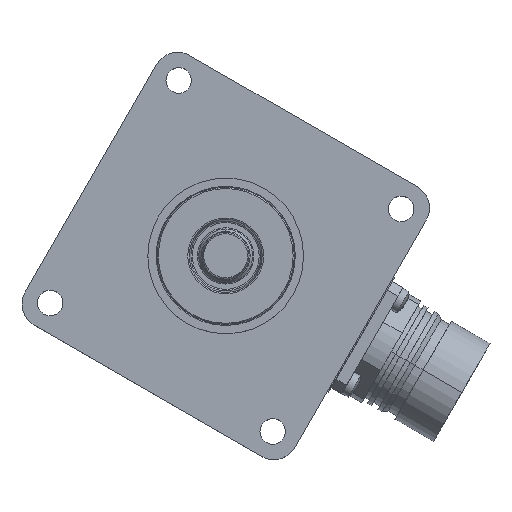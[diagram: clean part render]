
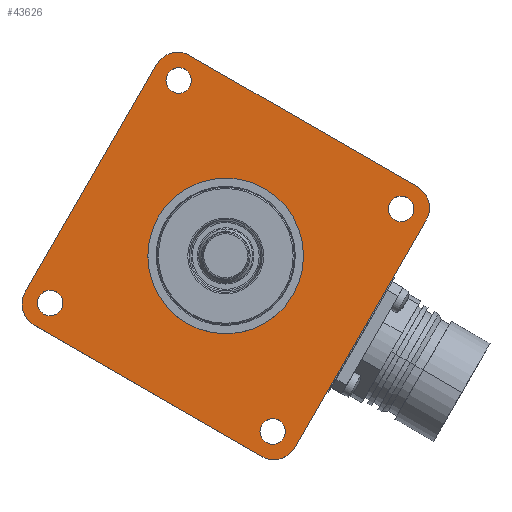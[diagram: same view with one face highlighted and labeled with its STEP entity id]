
A CAD part, top view. The second image highlights one B-rep face of the part: STEP entity #43626.
In plain terms, the highlighted planar face has unit normal (0, 0, 1).
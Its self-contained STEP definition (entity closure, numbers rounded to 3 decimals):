
#16369=DIRECTION('',(0.5,0.866,0.));
#16370=VECTOR('',#16369,53.5);
#16371=CARTESIAN_POINT('',(-40.871,-7.291,22.5));
#16372=LINE('',#16371,#16370);
#16373=CARTESIAN_POINT('',(-9.791,36.541,22.5));
#16374=DIRECTION('',(0.,0.,1.));
#16375=DIRECTION('',(0.5,0.866,0.));
#16376=AXIS2_PLACEMENT_3D('',#16373,#16374,#16375);
#16378=DIRECTION('',(0.866,-0.5,0.));
#16379=VECTOR('',#16378,53.5);
#16380=CARTESIAN_POINT('',(-7.291,40.871,22.5));
#16381=LINE('',#16380,#16379);
#16382=CARTESIAN_POINT('',(36.541,9.791,22.5));
#16383=DIRECTION('',(0.,0.,1.));
#16384=DIRECTION('',(0.866,-0.5,0.));
#16385=AXIS2_PLACEMENT_3D('',#16382,#16383,#16384);
#16387=DIRECTION('',(-0.5,-0.866,0.));
#16388=VECTOR('',#16387,53.5);
#16389=CARTESIAN_POINT('',(40.871,7.291,22.5));
#16390=LINE('',#16389,#16388);
#16391=CARTESIAN_POINT('',(9.791,-36.541,22.5));
#16392=DIRECTION('',(0.,0.,1.));
#16393=DIRECTION('',(-0.5,-0.866,0.));
#16394=AXIS2_PLACEMENT_3D('',#16391,#16392,#16393);
#16396=DIRECTION('',(-0.866,0.5,0.));
#16397=VECTOR('',#16396,53.5);
#16398=CARTESIAN_POINT('',(7.291,-40.871,22.5));
#16399=LINE('',#16398,#16397);
#16400=CARTESIAN_POINT('',(-36.541,-9.791,22.5));
#16401=DIRECTION('',(0.,0.,1.));
#16402=DIRECTION('',(-0.866,0.5,0.));
#16403=AXIS2_PLACEMENT_3D('',#16400,#16401,#16402);
#16405=CARTESIAN_POINT('',(9.59,-35.79,22.5));
#16406=DIRECTION('',(0.,0.,-1.));
#16407=DIRECTION('',(0.,-1.,0.));
#16408=AXIS2_PLACEMENT_3D('',#16405,#16406,#16407);
#16410=CARTESIAN_POINT('',(9.59,-35.79,22.5));
#16411=DIRECTION('',(0.,0.,-1.));
#16412=DIRECTION('',(0.,1.,0.));
#16413=AXIS2_PLACEMENT_3D('',#16410,#16411,#16412);
#16415=CARTESIAN_POINT('',(-35.79,-9.59,22.5));
#16416=DIRECTION('',(0.,0.,-1.));
#16417=DIRECTION('',(0.,-1.,0.));
#16418=AXIS2_PLACEMENT_3D('',#16415,#16416,#16417);
#16420=CARTESIAN_POINT('',(-35.79,-9.59,22.5));
#16421=DIRECTION('',(0.,0.,-1.));
#16422=DIRECTION('',(0.,1.,0.));
#16423=AXIS2_PLACEMENT_3D('',#16420,#16421,#16422);
#16425=CARTESIAN_POINT('',(35.79,9.59,22.5));
#16426=DIRECTION('',(0.,0.,-1.));
#16427=DIRECTION('',(0.,-1.,0.));
#16428=AXIS2_PLACEMENT_3D('',#16425,#16426,#16427);
#16430=CARTESIAN_POINT('',(35.79,9.59,22.5));
#16431=DIRECTION('',(0.,0.,-1.));
#16432=DIRECTION('',(0.,1.,0.));
#16433=AXIS2_PLACEMENT_3D('',#16430,#16431,#16432);
#16435=CARTESIAN_POINT('',(-9.59,35.79,22.5));
#16436=DIRECTION('',(0.,0.,-1.));
#16437=DIRECTION('',(0.,-1.,0.));
#16438=AXIS2_PLACEMENT_3D('',#16435,#16436,#16437);
#16440=CARTESIAN_POINT('',(-9.59,35.79,22.5));
#16441=DIRECTION('',(0.,0.,-1.));
#16442=DIRECTION('',(0.,1.,0.));
#16443=AXIS2_PLACEMENT_3D('',#16440,#16441,#16442);
#16497=CARTESIAN_POINT('',(0.,0.,22.5));
#16498=DIRECTION('',(0.,0.,1.));
#16499=DIRECTION('',(0.,1.,0.));
#16500=AXIS2_PLACEMENT_3D('',#16497,#16498,#16499);
#16516=CARTESIAN_POINT('',(0.,0.,22.5));
#16517=DIRECTION('',(0.,0.,-1.));
#16518=DIRECTION('',(0.,1.,0.));
#16519=AXIS2_PLACEMENT_3D('',#16516,#16517,#16518);
#23896=CARTESIAN_POINT('',(-40.871,-7.291,22.5));
#23898=VERTEX_POINT('',#23896);
#23900=CARTESIAN_POINT('',(-14.121,39.041,22.5));
#23902=VERTEX_POINT('',#23900);
#23904=CARTESIAN_POINT('',(-7.291,40.871,22.5));
#23906=VERTEX_POINT('',#23904);
#23908=CARTESIAN_POINT('',(39.041,14.121,22.5));
#23910=VERTEX_POINT('',#23908);
#23912=CARTESIAN_POINT('',(40.871,7.291,22.5));
#23914=VERTEX_POINT('',#23912);
#23916=CARTESIAN_POINT('',(14.121,-39.041,22.5));
#23918=VERTEX_POINT('',#23916);
#23920=CARTESIAN_POINT('',(7.291,-40.871,22.5));
#23922=VERTEX_POINT('',#23920);
#23924=CARTESIAN_POINT('',(-39.041,-14.121,22.5));
#23926=VERTEX_POINT('',#23924);
#23928=CARTESIAN_POINT('',(0.,15.875,22.5));
#23929=CARTESIAN_POINT('',(0.,-15.875,22.5));
#23930=VERTEX_POINT('',#23928);
#23931=VERTEX_POINT('',#23929);
#23936=CARTESIAN_POINT('',(-9.59,33.19,22.5));
#23937=CARTESIAN_POINT('',(-9.59,38.39,22.5));
#23938=VERTEX_POINT('',#23936);
#23939=VERTEX_POINT('',#23937);
#23944=CARTESIAN_POINT('',(35.79,6.99,22.5));
#23945=CARTESIAN_POINT('',(35.79,12.19,22.5));
#23946=VERTEX_POINT('',#23944);
#23947=VERTEX_POINT('',#23945);
#23952=CARTESIAN_POINT('',(-35.79,-12.19,22.5));
#23953=CARTESIAN_POINT('',(-35.79,-6.99,22.5));
#23954=VERTEX_POINT('',#23952);
#23955=VERTEX_POINT('',#23953);
#23960=CARTESIAN_POINT('',(9.59,-38.39,22.5));
#23961=CARTESIAN_POINT('',(9.59,-33.19,22.5));
#23962=VERTEX_POINT('',#23960);
#23963=VERTEX_POINT('',#23961);
#43575=CARTESIAN_POINT('',(0.,0.,22.5));
#43576=DIRECTION('',(0.,0.,-1.));
#43577=DIRECTION('',(0.,1.,0.));
#43578=AXIS2_PLACEMENT_3D('',#43575,#43576,#43577);
#43579=PLANE('',#43578);
#43580=ORIENTED_EDGE('',*,*,#43556,.T.);
#43582=ORIENTED_EDGE('',*,*,#43581,.F.);
#43584=ORIENTED_EDGE('',*,*,#43583,.T.);
#43586=ORIENTED_EDGE('',*,*,#43585,.F.);
#43588=ORIENTED_EDGE('',*,*,#43587,.T.);
#43590=ORIENTED_EDGE('',*,*,#43589,.F.);
#43592=ORIENTED_EDGE('',*,*,#43591,.T.);
#43593=ORIENTED_EDGE('',*,*,#43567,.F.);
#43594=EDGE_LOOP('',(#43580,#43582,#43584,#43586,#43588,#43590,#43592,#43593));
#43595=FACE_OUTER_BOUND('',#43594,.F.);
#43597=ORIENTED_EDGE('',*,*,#43596,.F.);
#43599=ORIENTED_EDGE('',*,*,#43598,.F.);
#43600=EDGE_LOOP('',(#43597,#43599));
#43601=FACE_BOUND('',#43600,.F.);
#43603=ORIENTED_EDGE('',*,*,#43602,.F.);
#43605=ORIENTED_EDGE('',*,*,#43604,.F.);
#43606=EDGE_LOOP('',(#43603,#43605));
#43607=FACE_BOUND('',#43606,.F.);
#43609=ORIENTED_EDGE('',*,*,#43608,.F.);
#43611=ORIENTED_EDGE('',*,*,#43610,.F.);
#43612=EDGE_LOOP('',(#43609,#43611));
#43613=FACE_BOUND('',#43612,.F.);
#43615=ORIENTED_EDGE('',*,*,#43614,.T.);
#43617=ORIENTED_EDGE('',*,*,#43616,.F.);
#43618=EDGE_LOOP('',(#43615,#43617));
#43619=FACE_BOUND('',#43618,.F.);
#43621=ORIENTED_EDGE('',*,*,#43620,.F.);
#43623=ORIENTED_EDGE('',*,*,#43622,.F.);
#43624=EDGE_LOOP('',(#43621,#43623));
#43625=FACE_BOUND('',#43624,.F.);
#16377=CIRCLE('',#16376,5.);
#16386=CIRCLE('',#16385,5.);
#16395=CIRCLE('',#16394,5.);
#16404=CIRCLE('',#16403,5.);
#16409=CIRCLE('',#16408,2.6);
#16414=CIRCLE('',#16413,2.6);
#16419=CIRCLE('',#16418,2.6);
#16424=CIRCLE('',#16423,2.6);
#16429=CIRCLE('',#16428,2.6);
#16434=CIRCLE('',#16433,2.6);
#16439=CIRCLE('',#16438,2.6);
#16444=CIRCLE('',#16443,2.6);
#16501=CIRCLE('',#16500,15.875);
#16520=CIRCLE('',#16519,15.875);
#43556=EDGE_CURVE('',#23898,#23902,#16372,.T.);
#43567=EDGE_CURVE('',#23898,#23926,#16404,.T.);
#43581=EDGE_CURVE('',#23906,#23902,#16377,.T.);
#43583=EDGE_CURVE('',#23906,#23910,#16381,.T.);
#43585=EDGE_CURVE('',#23914,#23910,#16386,.T.);
#43587=EDGE_CURVE('',#23914,#23918,#16390,.T.);
#43589=EDGE_CURVE('',#23922,#23918,#16395,.T.);
#43591=EDGE_CURVE('',#23922,#23926,#16399,.T.);
#43596=EDGE_CURVE('',#23962,#23963,#16409,.T.);
#43598=EDGE_CURVE('',#23963,#23962,#16414,.T.);
#43602=EDGE_CURVE('',#23954,#23955,#16419,.T.);
#43604=EDGE_CURVE('',#23955,#23954,#16424,.T.);
#43608=EDGE_CURVE('',#23946,#23947,#16429,.T.);
#43610=EDGE_CURVE('',#23947,#23946,#16434,.T.);
#43614=EDGE_CURVE('',#23930,#23931,#16501,.T.);
#43616=EDGE_CURVE('',#23930,#23931,#16520,.T.);
#43620=EDGE_CURVE('',#23938,#23939,#16439,.T.);
#43622=EDGE_CURVE('',#23939,#23938,#16444,.T.);
#43626=ADVANCED_FACE('',(#43595,#43601,#43607,#43613,#43619,#43625),#43579,.F.);
